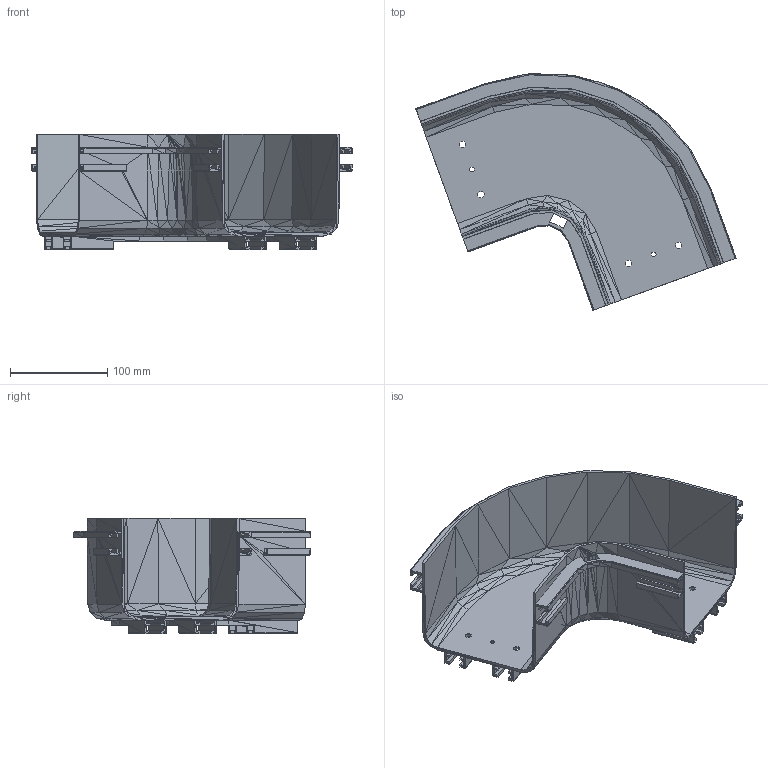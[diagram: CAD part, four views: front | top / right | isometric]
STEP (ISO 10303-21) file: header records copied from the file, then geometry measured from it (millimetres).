
FILE_DESCRIPTION(('FreeCAD Model'),'2;1');
FILE_NAME('Open CASCADE Shape Model','2022-11-28T17:34:09',('Author'),( ''),'Open CASCADE STEP processor 7.6','FreeCAD','Unknown');
FILE_SCHEMA(('AUTOMOTIVE_DESIGN { 1 0 10303 214 1 1 1 1 }'));
Products named in the file (1): _20mm_horizontal_elbow___________________001001 (Solid)
Bounding box: 330.04 x 243.56 x 118.91 mm (x, y, z)
Volume: 387019.6 mm3; surface area: 259028.6 mm2
Topology: 1 solids, 1 shells, 1137 faces, 1999 edges, 862 vertices
Faces by surface type: plane 1137
Entity records: 50854 total; most frequent: DIRECTION 8273, CARTESIAN_POINT 7997, LINE 5997, VECTOR 5997, ORIENTED_EDGE 3998, PCURVE 3998, DEFINITIONAL_REPRESENTATION 3998, EDGE_CURVE 1999
